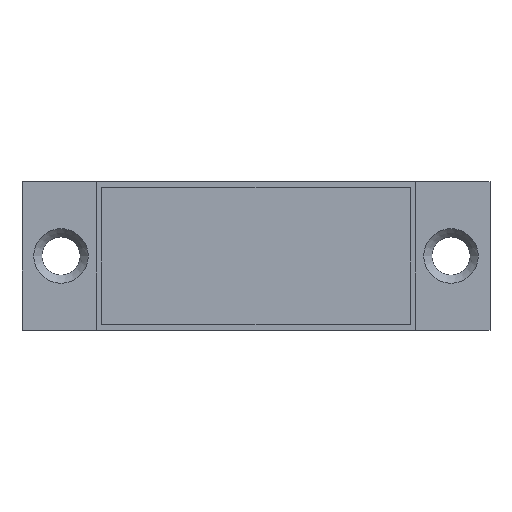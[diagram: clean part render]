
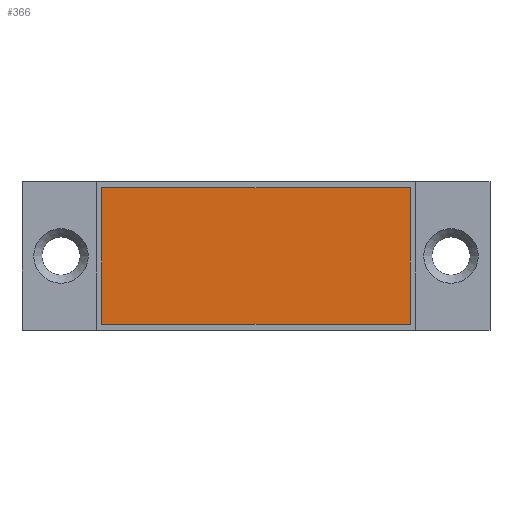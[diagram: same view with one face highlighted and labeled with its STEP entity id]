
A CAD part, top view. The second image highlights one B-rep face of the part: STEP entity #366.
In plain terms, the highlighted planar face has unit normal (0, 0, 1).
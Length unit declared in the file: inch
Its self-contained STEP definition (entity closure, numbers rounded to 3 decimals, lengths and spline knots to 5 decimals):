
#36 = DIRECTION ( 'NONE',  ( 0., -1., 0. ) ) ;
#39 = CARTESIAN_POINT ( 'NONE',  ( 0.77756, -0.34449, 0.11811 ) ) ;
#65 = FACE_OUTER_BOUND ( 'NONE', #529, .T. ) ;
#66 = VECTOR ( 'NONE', #511, 39.37008 ) ;
#107 = VECTOR ( 'NONE', #312, 39.37008 ) ;
#123 = EDGE_CURVE ( 'NONE', #681, #278, #162, .T. ) ;
#162 = LINE ( 'NONE', #576, #66 ) ;
#168 = LINE ( 'NONE', #315, #107 ) ;
#183 = VERTEX_POINT ( 'NONE', #345 ) ;
#202 = ORIENTED_EDGE ( 'NONE', *, *, #123, .F. ) ;
#209 = DIRECTION ( 'NONE',  ( 1., 0., 0. ) ) ;
#210 = LINE ( 'NONE', #713, #392 ) ;
#244 = ORIENTED_EDGE ( 'NONE', *, *, #675, .F. ) ;
#260 = CARTESIAN_POINT ( 'NONE',  ( 0., 0., 0.11811 ) ) ;
#266 = CARTESIAN_POINT ( 'NONE',  ( 0.77756, 0.34449, 0.11811 ) ) ;
#278 = VERTEX_POINT ( 'NONE', #574 ) ;
#312 = DIRECTION ( 'NONE',  ( 1., 0., 0. ) ) ;
#315 = CARTESIAN_POINT ( 'NONE',  ( 0.77756, 0.34449, 0.11811 ) ) ;
#321 = VERTEX_POINT ( 'NONE', #266 ) ;
#345 = CARTESIAN_POINT ( 'NONE',  ( -0.77756, 0.34449, 0.11811 ) ) ;
#366 = ADVANCED_FACE ( 'NONE', ( #65 ), #545, .T. ) ;
#374 = EDGE_CURVE ( 'NONE', #321, #681, #210, .T. ) ;
#392 = VECTOR ( 'NONE', #36, 39.37008 ) ;
#437 = DIRECTION ( 'NONE',  ( 0., 1., 0. ) ) ;
#453 = AXIS2_PLACEMENT_3D ( 'NONE', #260, #606, #209 ) ;
#456 = ORIENTED_EDGE ( 'NONE', *, *, #374, .F. ) ;
#464 = LINE ( 'NONE', #502, #685 ) ;
#502 = CARTESIAN_POINT ( 'NONE',  ( -0.77756, 0.34449, 0.11811 ) ) ;
#511 = DIRECTION ( 'NONE',  ( -1., 0., 0. ) ) ;
#529 = EDGE_LOOP ( 'NONE', ( #244, #202, #456, #630 ) ) ;
#545 = PLANE ( 'NONE',  #453 ) ;
#574 = CARTESIAN_POINT ( 'NONE',  ( -0.77756, -0.34449, 0.11811 ) ) ;
#576 = CARTESIAN_POINT ( 'NONE',  ( -0.77756, -0.34449, 0.11811 ) ) ;
#597 = EDGE_CURVE ( 'NONE', #183, #321, #168, .T. ) ;
#606 = DIRECTION ( 'NONE',  ( 0., 0., 1. ) ) ;
#630 = ORIENTED_EDGE ( 'NONE', *, *, #597, .F. ) ;
#675 = EDGE_CURVE ( 'NONE', #278, #183, #464, .T. ) ;
#681 = VERTEX_POINT ( 'NONE', #39 ) ;
#685 = VECTOR ( 'NONE', #437, 39.37008 ) ;
#713 = CARTESIAN_POINT ( 'NONE',  ( 0.77756, -0.34449, 0.11811 ) ) ;
